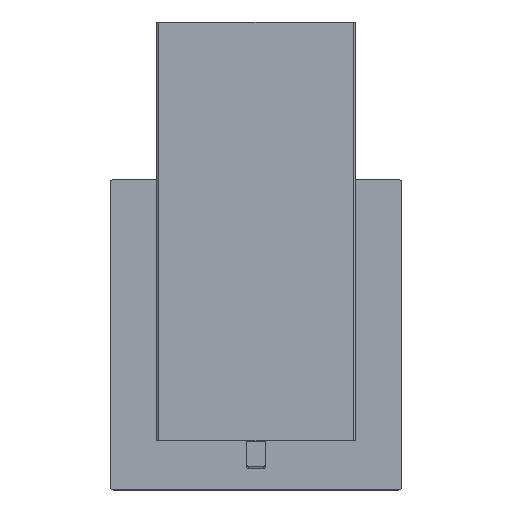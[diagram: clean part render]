
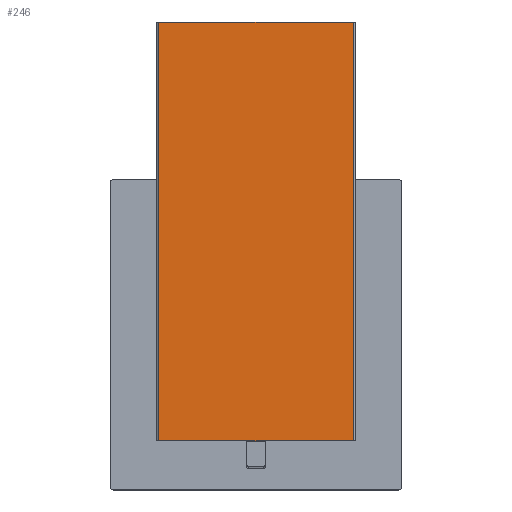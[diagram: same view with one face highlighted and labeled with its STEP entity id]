
A CAD part, top view. The second image highlights one B-rep face of the part: STEP entity #246.
In plain terms, the highlighted planar face has unit normal (0, 0, 1).
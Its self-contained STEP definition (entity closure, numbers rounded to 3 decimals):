
#151=FACE_OUTER_BOUND('',#439,.T.);
#246=ADVANCED_FACE('',(#151),#338,.T.);
#338=PLANE('',#1976);
#439=EDGE_LOOP('',(#746,#747,#748,#749));
#746=ORIENTED_EDGE('',*,*,#1356,.F.);
#747=ORIENTED_EDGE('',*,*,#1363,.T.);
#748=ORIENTED_EDGE('',*,*,#1364,.T.);
#749=ORIENTED_EDGE('',*,*,#1365,.T.);
#1134=VERTEX_POINT('',#2859);
#1135=VERTEX_POINT('',#2861);
#1140=VERTEX_POINT('',#2875);
#1141=VERTEX_POINT('',#2877);
#1356=EDGE_CURVE('',#1134,#1135,#1584,.T.);
#1363=EDGE_CURVE('',#1134,#1140,#1589,.T.);
#1364=EDGE_CURVE('',#1140,#1141,#1590,.T.);
#1365=EDGE_CURVE('',#1141,#1135,#1591,.T.);
#1584=LINE('',#2860,#1796);
#1589=LINE('',#2874,#1801);
#1590=LINE('',#2876,#1802);
#1591=LINE('',#2878,#1803);
#1796=VECTOR('',#2311,1.);
#1801=VECTOR('',#2324,1.);
#1802=VECTOR('',#2325,1.);
#1803=VECTOR('',#2326,1.);
#1976=AXIS2_PLACEMENT_3D('',#2879,#2327,#2328);
#2311=DIRECTION('',(-1.,0.,0.));
#2324=DIRECTION('',(0.,1.,0.));
#2325=DIRECTION('',(-1.,0.,0.));
#2326=DIRECTION('',(0.,-1.,0.));
#2327=DIRECTION('',(0.,0.,1.));
#2328=DIRECTION('',(1.,0.,0.));
#2859=CARTESIAN_POINT('',(154.5,-77.658,2034.727));
#2860=CARTESIAN_POINT('',(157.5,-77.658,2034.727));
#2861=CARTESIAN_POINT('',(-159.5,-77.658,2034.727));
#2874=CARTESIAN_POINT('',(154.5,-77.658,2034.727));
#2875=CARTESIAN_POINT('',(154.5,597.342,2034.727));
#2876=CARTESIAN_POINT('',(157.5,597.342,2034.727));
#2877=CARTESIAN_POINT('',(-159.5,597.342,2034.727));
#2878=CARTESIAN_POINT('',(-159.5,-77.658,2034.727));
#2879=CARTESIAN_POINT('',(157.5,-77.658,2034.727));
